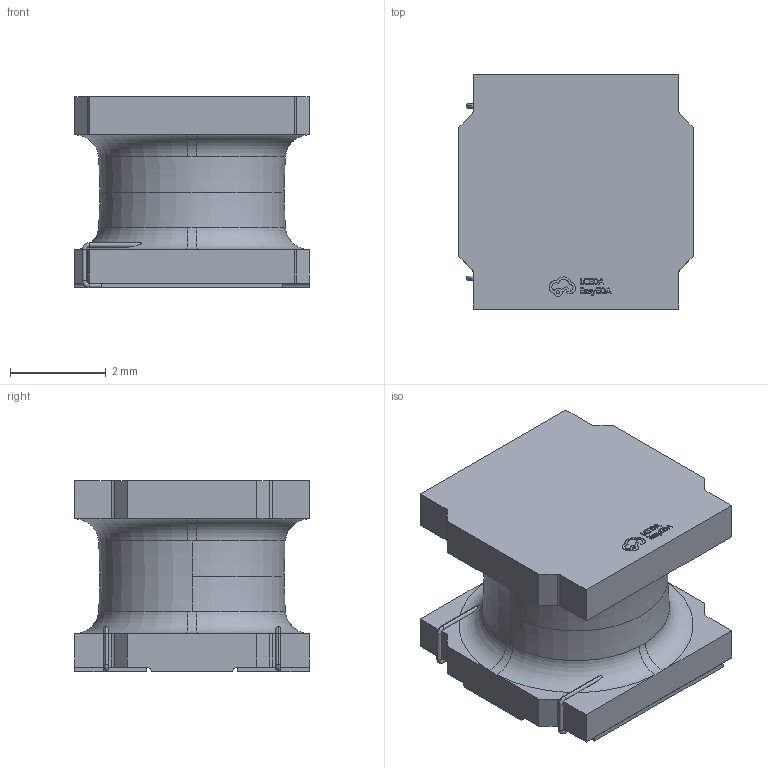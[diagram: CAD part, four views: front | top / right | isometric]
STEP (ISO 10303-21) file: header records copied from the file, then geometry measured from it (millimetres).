
FILE_DESCRIPTION (( 'STEP AP214' ), '1' );
FILE_NAME ('IND-SMD_L4.9-W4.9-LQH5BPN2R2N38.step', '2022-07-09T00:24:24', ( '' ), ( '' ), 'SwSTEP 2.0', 'SolidWorks 2020', '' );
FILE_SCHEMA (( 'AUTOMOTIVE_DESIGN' ));
Length unit declared in the file: millimetre
Products named in the file (1): IND-SMD_L4.9-W4.9-LQH5BPN2R2N38
Bounding box: 4.9 x 4.9 x 4.01 mm (x, y, z)
Volume: 66.2 mm3; surface area: 147.5 mm2
Topology: 3 solids, 3 shells, 388 faces, 1025 edges, 671 vertices
Faces by surface type: plane 221, bspline 124, cylinder 22, torus 21
Entity records: 17331 total; most frequent: CARTESIAN_POINT 4429, ORIENTED_EDGE 2050, DIRECTION 1401, EDGE_CURVE 1025, LINE 687, VECTOR 687, VERTEX_POINT 671, EDGE_LOOP 416
